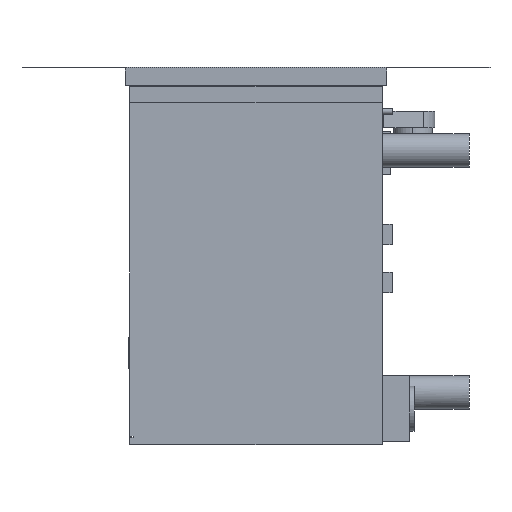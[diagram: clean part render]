
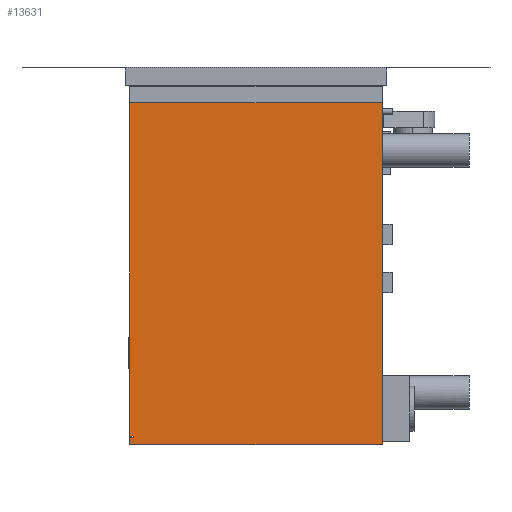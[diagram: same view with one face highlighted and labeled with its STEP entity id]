
A CAD part, left-side view. The second image highlights one B-rep face of the part: STEP entity #13631.
In plain terms, the highlighted planar face has unit normal (-1, 0, 0).
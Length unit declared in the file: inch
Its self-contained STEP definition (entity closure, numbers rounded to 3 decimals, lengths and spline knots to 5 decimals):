
#1379 = CARTESIAN_POINT ( 'NONE',  ( -17.25, 28.1625, 79.996 ) ) ;
#1437 = LINE ( 'NONE', #18841, #9725 ) ;
#1621 = EDGE_LOOP ( 'NONE', ( #2410, #24237, #32039, #10724, #33757, #7772, #14973, #6313 ) ) ;
#1888 = DIRECTION ( 'NONE',  ( 0., 0., -1. ) ) ;
#2359 = VERTEX_POINT ( 'NONE', #35153 ) ;
#2410 = ORIENTED_EDGE ( 'NONE', *, *, #18249, .F. ) ;
#2456 = CARTESIAN_POINT ( 'NONE',  ( -17.25, 28.1625, 79.996 ) ) ;
#2897 = CARTESIAN_POINT ( 'NONE',  ( -17.25, 28.1625, 76.246 ) ) ;
#3269 = DIRECTION ( 'NONE',  ( 0., 1., 0. ) ) ;
#3652 = DIRECTION ( 'NONE',  ( 1., 0., 0. ) ) ;
#5435 = EDGE_CURVE ( 'NONE', #22256, #30417, #18353, .T. ) ;
#6313 = ORIENTED_EDGE ( 'NONE', *, *, #15730, .F. ) ;
#7772 = ORIENTED_EDGE ( 'NONE', *, *, #30601, .T. ) ;
#8202 = CARTESIAN_POINT ( 'NONE',  ( -17.25, 27.4125, 1.609 ) ) ;
#8898 = AXIS2_PLACEMENT_3D ( 'NONE', #24558, #3652, #33411 ) ;
#9725 = VECTOR ( 'NONE', #36796, 39.37008 ) ;
#10092 = CARTESIAN_POINT ( 'NONE',  ( -17.25, 27.4125, 1.859 ) ) ;
#10283 = VERTEX_POINT ( 'NONE', #10092 ) ;
#10724 = ORIENTED_EDGE ( 'NONE', *, *, #12955, .T. ) ;
#10825 = DIRECTION ( 'NONE',  ( 0., 0., -1. ) ) ;
#11914 = VECTOR ( 'NONE', #21188, 39.37008 ) ;
#12545 = LINE ( 'NONE', #1379, #15777 ) ;
#12955 = EDGE_CURVE ( 'NONE', #15047, #13169, #1437, .T. ) ;
#13169 = VERTEX_POINT ( 'NONE', #23416 ) ;
#13205 = VERTEX_POINT ( 'NONE', #8202 ) ;
#13631 = ADVANCED_FACE ( 'NONE', ( #35295 ), #18898, .F. ) ;
#13755 = LINE ( 'NONE', #23706, #11914 ) ;
#14196 = EDGE_CURVE ( 'NONE', #13205, #38426, #29752, .T. ) ;
#14323 = VECTOR ( 'NONE', #29559, 39.37008 ) ;
#14675 = CARTESIAN_POINT ( 'NONE',  ( -17.25, 27.4125, 1.859 ) ) ;
#14786 = CARTESIAN_POINT ( 'NONE',  ( -17.25, 28.1625, 1.859 ) ) ;
#14973 = ORIENTED_EDGE ( 'NONE', *, *, #5435, .T. ) ;
#15047 = VERTEX_POINT ( 'NONE', #30851 ) ;
#15730 = EDGE_CURVE ( 'NONE', #10283, #30417, #18480, .T. ) ;
#15777 = VECTOR ( 'NONE', #31649, 39.37008 ) ;
#18249 = EDGE_CURVE ( 'NONE', #13205, #10283, #13755, .T. ) ;
#18353 = LINE ( 'NONE', #2456, #21612 ) ;
#18480 = LINE ( 'NONE', #14675, #14323 ) ;
#18841 = CARTESIAN_POINT ( 'NONE',  ( -17.25, 28.1625, 0. ) ) ;
#18898 = PLANE ( 'NONE',  #8898 ) ;
#19030 = CARTESIAN_POINT ( 'NONE',  ( -17.25, -28.1625, 76.246 ) ) ;
#21010 = CARTESIAN_POINT ( 'NONE',  ( -17.25, 27.4125, 1.609 ) ) ;
#21188 = DIRECTION ( 'NONE',  ( 0., 0., 1. ) ) ;
#21612 = VECTOR ( 'NONE', #10825, 39.37008 ) ;
#22235 = VECTOR ( 'NONE', #1888, 39.37008 ) ;
#22256 = VERTEX_POINT ( 'NONE', #2897 ) ;
#23416 = CARTESIAN_POINT ( 'NONE',  ( -17.25, -28.1625, 0. ) ) ;
#23502 = CARTESIAN_POINT ( 'NONE',  ( -17.25, 28.1625, 1.609 ) ) ;
#23706 = CARTESIAN_POINT ( 'NONE',  ( -17.25, 27.4125, 1.609 ) ) ;
#24237 = ORIENTED_EDGE ( 'NONE', *, *, #14196, .T. ) ;
#24558 = CARTESIAN_POINT ( 'NONE',  ( -17.25, 28.1625, 79.996 ) ) ;
#26979 = LINE ( 'NONE', #34121, #22235 ) ;
#29000 = LINE ( 'NONE', #19030, #29964 ) ;
#29559 = DIRECTION ( 'NONE',  ( 0., 1., 0. ) ) ;
#29752 = LINE ( 'NONE', #21010, #33896 ) ;
#29964 = VECTOR ( 'NONE', #30425, 39.37008 ) ;
#30417 = VERTEX_POINT ( 'NONE', #14786 ) ;
#30425 = DIRECTION ( 'NONE',  ( 0., 1., 0. ) ) ;
#30601 = EDGE_CURVE ( 'NONE', #2359, #22256, #29000, .T. ) ;
#30851 = CARTESIAN_POINT ( 'NONE',  ( -17.25, 28.1625, 0. ) ) ;
#31649 = DIRECTION ( 'NONE',  ( 0., 0., -1. ) ) ;
#32039 = ORIENTED_EDGE ( 'NONE', *, *, #35017, .T. ) ;
#33411 = DIRECTION ( 'NONE',  ( 0., 0., -1. ) ) ;
#33757 = ORIENTED_EDGE ( 'NONE', *, *, #35746, .F. ) ;
#33896 = VECTOR ( 'NONE', #3269, 39.37008 ) ;
#34121 = CARTESIAN_POINT ( 'NONE',  ( -17.25, -28.1625, 79.996 ) ) ;
#35017 = EDGE_CURVE ( 'NONE', #38426, #15047, #12545, .T. ) ;
#35153 = CARTESIAN_POINT ( 'NONE',  ( -17.25, -28.1625, 76.246 ) ) ;
#35295 = FACE_OUTER_BOUND ( 'NONE', #1621, .T. ) ;
#35746 = EDGE_CURVE ( 'NONE', #2359, #13169, #26979, .T. ) ;
#36796 = DIRECTION ( 'NONE',  ( 0., -1., 0. ) ) ;
#38426 = VERTEX_POINT ( 'NONE', #23502 ) ;
